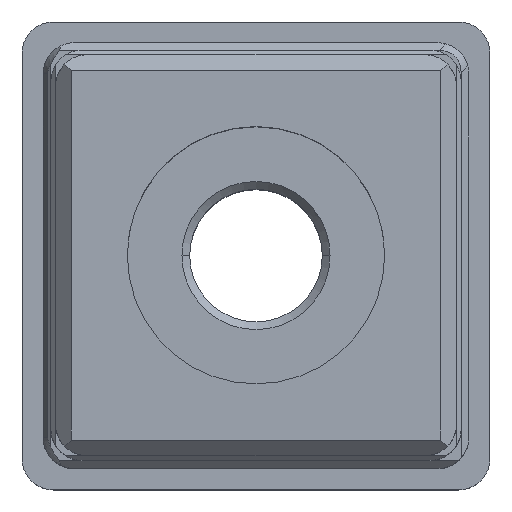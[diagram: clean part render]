
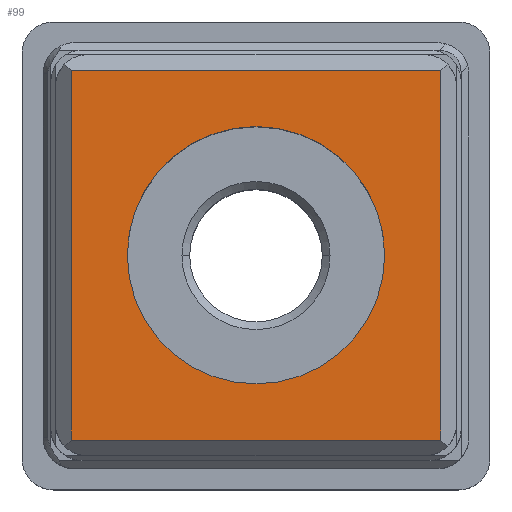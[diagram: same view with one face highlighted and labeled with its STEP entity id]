
A CAD part, top view. The second image highlights one B-rep face of the part: STEP entity #99.
In plain terms, the highlighted planar face has unit normal (0, 0, 1).
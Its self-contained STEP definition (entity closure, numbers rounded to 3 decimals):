
#99=ADVANCED_FACE('',(#210,#211),#212,.T.);
#210=FACE_OUTER_BOUND('',#604,.T.);
#211=FACE_BOUND('',#605,.T.);
#212=PLANE('',#606);
#604=EDGE_LOOP('',(#1989,#1990,#1991,#1992));
#605=EDGE_LOOP('',(#1993,#1994));
#606=AXIS2_PLACEMENT_3D('',#1995,#1996,#1997);
#1989=ORIENTED_EDGE('',*,*,#2497,.T.);
#1990=ORIENTED_EDGE('',*,*,#2498,.T.);
#1991=ORIENTED_EDGE('',*,*,#2499,.T.);
#1992=ORIENTED_EDGE('',*,*,#2500,.T.);
#1993=ORIENTED_EDGE('',*,*,#2501,.F.);
#1994=ORIENTED_EDGE('',*,*,#2496,.F.);
#1995=CARTESIAN_POINT('',(-53.127,47.613,33.0));
#1996=DIRECTION('',(0.0,0.0,1.0));
#1997=DIRECTION('',(1.0,0.0,0.0));
#2496=EDGE_CURVE('',#2740,#2736,#2742,.T.);
#2497=EDGE_CURVE('',#2743,#2744,#2745,.T.);
#2498=EDGE_CURVE('',#2744,#2746,#2747,.T.);
#2499=EDGE_CURVE('',#2746,#2748,#2749,.T.);
#2500=EDGE_CURVE('',#2748,#2743,#2750,.T.);
#2501=EDGE_CURVE('',#2736,#2740,#2751,.T.);
#2736=VERTEX_POINT('',#3203);
#2740=VERTEX_POINT('',#3208);
#2742=CIRCLE('',#3211,8.25);
#2743=VERTEX_POINT('',#3212);
#2744=VERTEX_POINT('',#3213);
#2745=LINE('',#3214,#3215);
#2746=VERTEX_POINT('',#3216);
#2747=LINE('',#3217,#3218);
#2748=VERTEX_POINT('',#3219);
#2749=LINE('',#3220,#3221);
#2750=LINE('',#3222,#3223);
#2751=CIRCLE('',#3224,8.25);
#3203=CARTESIAN_POINT('',(-45.957,63.033,33.0));
#3208=CARTESIAN_POINT('',(-29.457,63.033,33.0));
#3211=AXIS2_PLACEMENT_3D('',#3740,#3741,#3742);
#3212=CARTESIAN_POINT('',(-49.557,51.183,33.0));
#3213=CARTESIAN_POINT('',(-25.857,51.183,33.0));
#3214=CARTESIAN_POINT('',(-49.557,51.183,33.0));
#3215=VECTOR('',#3743,23.7);
#3216=CARTESIAN_POINT('',(-25.857,74.883,33.0));
#3217=CARTESIAN_POINT('',(-25.857,51.183,33.0));
#3218=VECTOR('',#3744,23.7);
#3219=CARTESIAN_POINT('',(-49.557,74.883,33.0));
#3220=CARTESIAN_POINT('',(-25.857,74.883,33.0));
#3221=VECTOR('',#3745,23.7);
#3222=CARTESIAN_POINT('',(-49.557,74.883,33.0));
#3223=VECTOR('',#3746,23.7);
#3224=AXIS2_PLACEMENT_3D('',#3747,#3748,#3749);
#3740=CARTESIAN_POINT('',(-37.707,63.033,33.0));
#3741=DIRECTION('',(0.0,0.0,1.0));
#3742=DIRECTION('',(1.0,0.0,0.0));
#3743=DIRECTION('',(1.0,0.0,0.0));
#3744=DIRECTION('',(0.0,1.0,0.0));
#3745=DIRECTION('',(-1.0,0.0,0.0));
#3746=DIRECTION('',(0.0,-1.0,0.0));
#3747=CARTESIAN_POINT('',(-37.707,63.033,33.0));
#3748=DIRECTION('',(0.0,0.0,1.0));
#3749=DIRECTION('',(1.0,0.0,0.0));
